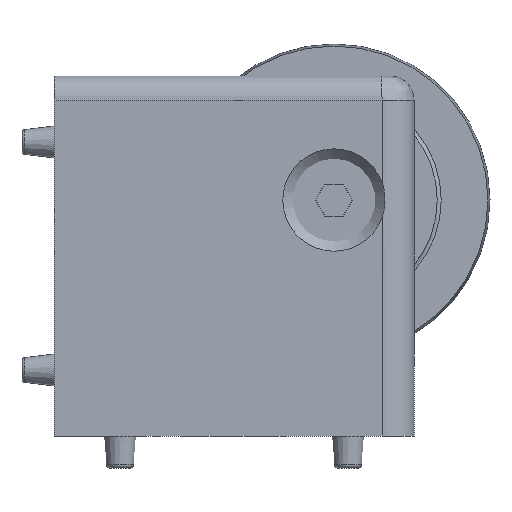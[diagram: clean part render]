
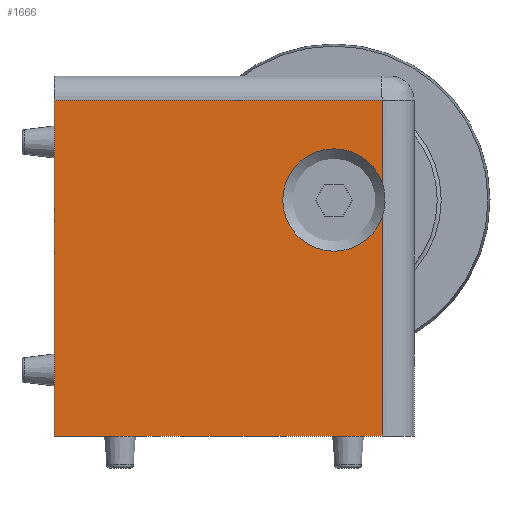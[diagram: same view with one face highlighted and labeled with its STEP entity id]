
A CAD part, left-side view. The second image highlights one B-rep face of the part: STEP entity #1666.
In plain terms, the highlighted planar face has unit normal (-1, 0, 0).
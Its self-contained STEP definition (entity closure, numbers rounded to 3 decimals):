
#124=LINE('',#2830,#231);
#126=LINE('',#2837,#233);
#148=LINE('',#2985,#255);
#149=LINE('',#2987,#256);
#150=LINE('',#2988,#257);
#231=VECTOR('',#2265,1000.);
#233=VECTOR('',#2271,1000.);
#255=VECTOR('',#2355,1000.);
#256=VECTOR('',#2356,1000.);
#257=VECTOR('',#2357,1000.);
#401=FACE_OUTER_BOUND('',#513,.T.);
#513=EDGE_LOOP('',(#1296,#1297,#1298,#1299,#1300,#1301,#1302));
#640=CIRCLE('',#1953,6.4);
#641=CIRCLE('',#1954,6.4);
#753=VERTEX_POINT('',#2816);
#754=VERTEX_POINT('',#2817);
#755=VERTEX_POINT('',#2829);
#758=VERTEX_POINT('',#2835);
#791=VERTEX_POINT('',#2981);
#792=VERTEX_POINT('',#2984);
#793=VERTEX_POINT('',#2986);
#931=EDGE_CURVE('',#753,#755,#124,.T.);
#935=EDGE_CURVE('',#758,#754,#126,.T.);
#979=EDGE_CURVE('',#753,#791,#640,.T.);
#980=EDGE_CURVE('',#791,#754,#641,.T.);
#981=EDGE_CURVE('',#758,#792,#148,.F.);
#982=EDGE_CURVE('',#792,#793,#149,.T.);
#983=EDGE_CURVE('',#793,#755,#150,.T.);
#1296=ORIENTED_EDGE('',*,*,#979,.T.);
#1297=ORIENTED_EDGE('',*,*,#980,.T.);
#1298=ORIENTED_EDGE('',*,*,#935,.F.);
#1299=ORIENTED_EDGE('',*,*,#981,.T.);
#1300=ORIENTED_EDGE('',*,*,#982,.T.);
#1301=ORIENTED_EDGE('',*,*,#983,.T.);
#1302=ORIENTED_EDGE('',*,*,#931,.F.);
#1598=PLANE('',#1952);
#1666=ADVANCED_FACE('',(#401),#1598,.F.);
#1952=AXIS2_PLACEMENT_3D('',#2980,#2349,#2350);
#1953=AXIS2_PLACEMENT_3D('',#2982,#2351,#2352);
#1954=AXIS2_PLACEMENT_3D('',#2983,#2353,#2354);
#2265=DIRECTION('',(0.,0.,-1.));
#2271=DIRECTION('',(0.,0.,-1.));
#2349=DIRECTION('center_axis',(1.,0.,0.));
#2350=DIRECTION('ref_axis',(0.,0.,-1.));
#2351=DIRECTION('center_axis',(1.,0.,0.));
#2352=DIRECTION('ref_axis',(0.,0.,-1.));
#2353=DIRECTION('center_axis',(1.,0.,0.));
#2354=DIRECTION('ref_axis',(0.,0.,-1.));
#2355=DIRECTION('',(0.,-1.,0.));
#2356=DIRECTION('',(0.,0.,-1.));
#2357=DIRECTION('',(0.,-1.,0.));
#2816=CARTESIAN_POINT('',(-22.5,-41.,4.773));
#2817=CARTESIAN_POINT('',(-22.5,-41.,9.227));
#2829=CARTESIAN_POINT('',(-22.5,-41.,-22.5));
#2830=CARTESIAN_POINT('',(-22.5,-41.,22.5));
#2835=CARTESIAN_POINT('',(-22.5,-41.,19.5));
#2837=CARTESIAN_POINT('',(-22.5,-41.,22.5));
#2980=CARTESIAN_POINT('Origin',(-22.5,0.,22.5));
#2981=CARTESIAN_POINT('',(-22.5,-35.,0.6));
#2982=CARTESIAN_POINT('Origin',(-22.5,-35.,7.));
#2983=CARTESIAN_POINT('Origin',(-22.5,-35.,7.));
#2984=CARTESIAN_POINT('',(-22.5,0.,19.5));
#2985=CARTESIAN_POINT('',(-22.5,0.,19.5));
#2986=CARTESIAN_POINT('',(-22.5,0.,-22.5));
#2987=CARTESIAN_POINT('',(-22.5,0.,22.5));
#2988=CARTESIAN_POINT('',(-22.5,0.,-22.5));
